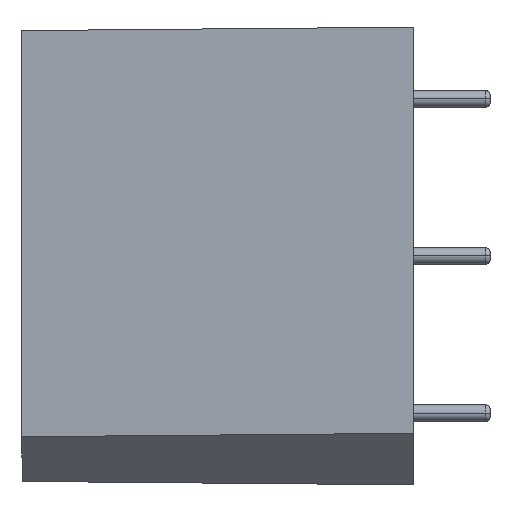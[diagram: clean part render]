
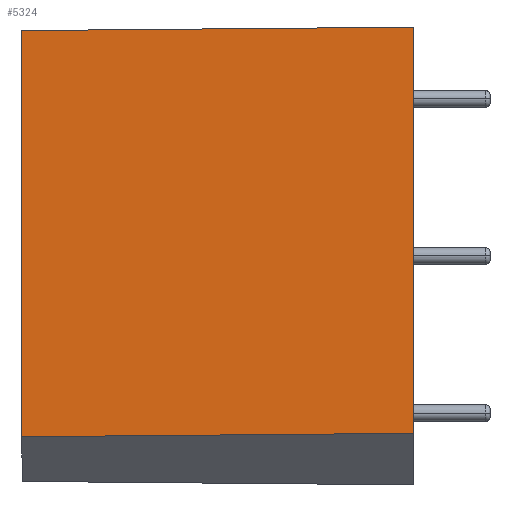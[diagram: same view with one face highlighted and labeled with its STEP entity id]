
A CAD part, left-side view. The second image highlights one B-rep face of the part: STEP entity #5324.
In plain terms, the highlighted planar face has unit normal (-1, 0.009, 0).
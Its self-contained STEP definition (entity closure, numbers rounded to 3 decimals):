
#4503 = VERTEX_POINT('',#4504);
#4504 = CARTESIAN_POINT('',(-16.684,1.6,10.934));
#4529 = VERTEX_POINT('',#4530);
#4530 = CARTESIAN_POINT('',(-16.684,1.6,-8.766));
#4536 = EDGE_CURVE('',#4529,#4503,#4537,.T.);
#4537 = LINE('',#4538,#4539);
#4538 = CARTESIAN_POINT('',(-16.684,1.6,-8.766));
#4539 = VECTOR('',#4540,1.);
#4540 = DIRECTION('',(0.,0.,1.));
#5324 = ADVANCED_FACE('',(#5325),#5350,.T.);
#5325 = FACE_BOUND('',#5326,.T.);
#5326 = EDGE_LOOP('',(#5327,#5335,#5343,#5349));
#5327 = ORIENTED_EDGE('',*,*,#5328,.T.);
#5328 = EDGE_CURVE('',#4529,#5329,#5331,.T.);
#5329 = VERTEX_POINT('',#5330);
#5330 = CARTESIAN_POINT('',(-16.85,-17.4,-8.6));
#5331 = LINE('',#5332,#5333);
#5332 = CARTESIAN_POINT('',(-16.684,1.6,-8.766));
#5333 = VECTOR('',#5334,1.);
#5334 = DIRECTION('',(-0.009,-1.,
    0.009));
#5335 = ORIENTED_EDGE('',*,*,#5336,.T.);
#5336 = EDGE_CURVE('',#5329,#5337,#5339,.T.);
#5337 = VERTEX_POINT('',#5338);
#5338 = CARTESIAN_POINT('',(-16.85,-17.4,11.1));
#5339 = LINE('',#5340,#5341);
#5340 = CARTESIAN_POINT('',(-16.85,-17.4,-8.6));
#5341 = VECTOR('',#5342,1.);
#5342 = DIRECTION('',(0.,0.,1.));
#5343 = ORIENTED_EDGE('',*,*,#5344,.F.);
#5344 = EDGE_CURVE('',#4503,#5337,#5345,.T.);
#5345 = LINE('',#5346,#5347);
#5346 = CARTESIAN_POINT('',(-16.684,1.6,10.934));
#5347 = VECTOR('',#5348,1.);
#5348 = DIRECTION('',(-0.009,-1.,
    0.009));
#5349 = ORIENTED_EDGE('',*,*,#4536,.F.);
#5350 = PLANE('',#5351);
#5351 = AXIS2_PLACEMENT_3D('',#5352,#5353,#5354);
#5352 = CARTESIAN_POINT('',(-16.85,-17.4,-12.635));
#5353 = DIRECTION('',(-1.,0.009,0.));
#5354 = DIRECTION('',(0.,0.,1.));
